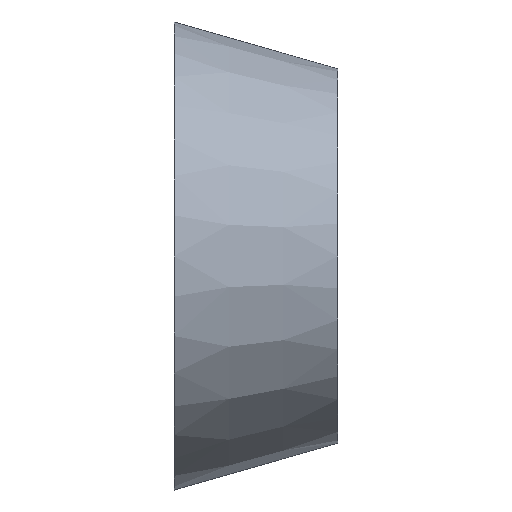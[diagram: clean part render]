
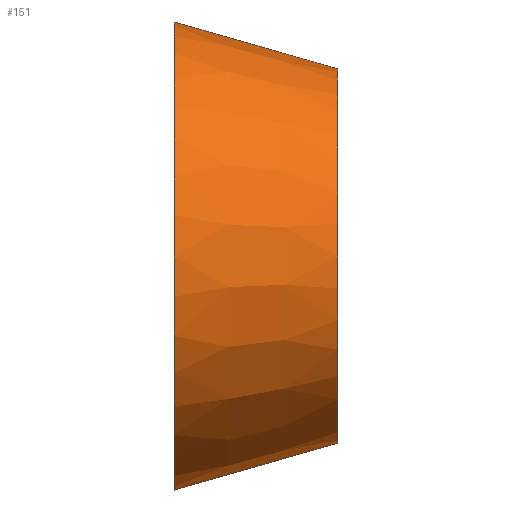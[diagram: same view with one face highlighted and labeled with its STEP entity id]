
A CAD part, front view. The second image highlights one B-rep face of the part: STEP entity #151.
In plain terms, the highlighted conical face has half-angle 15.945 degrees and reference radius 8 mm.
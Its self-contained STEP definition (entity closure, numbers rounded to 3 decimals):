
#1 = DIRECTION ( 'NONE',  ( 0., 0., -1. ) ) ;
#4 = VERTEX_POINT ( 'NONE', #43 ) ;
#7 = ORIENTED_EDGE ( 'NONE', *, *, #35, .F. ) ;
#10 = AXIS2_PLACEMENT_3D ( 'NONE', #241, #204, #46 ) ;
#12 = DIRECTION ( 'NONE',  ( 1., 0., 0. ) ) ;
#28 = CARTESIAN_POINT ( 'NONE',  ( 0., 0., 10. ) ) ;
#32 = CARTESIAN_POINT ( 'NONE',  ( 0., 0., 0. ) ) ;
#35 = EDGE_CURVE ( 'NONE', #4, #41, #51, .T. ) ;
#41 = VERTEX_POINT ( 'NONE', #143 ) ;
#42 = DIRECTION ( 'NONE',  ( 0., 0., -1. ) ) ;
#43 = CARTESIAN_POINT ( 'NONE',  ( 7., 0., 8. ) ) ;
#44 = FACE_OUTER_BOUND ( 'NONE', #216, .T. ) ;
#46 = DIRECTION ( 'NONE',  ( 0., 0., 1. ) ) ;
#51 = CIRCLE ( 'NONE', #71, 8. ) ;
#55 = CONICAL_SURFACE ( 'NONE', #10, 8., 0.278 ) ;
#58 = ORIENTED_EDGE ( 'NONE', *, *, #219, .T. ) ;
#62 = LINE ( 'NONE', #142, #102 ) ;
#70 = DIRECTION ( 'NONE',  ( -0.962, 0., 0.275 ) ) ;
#71 = AXIS2_PLACEMENT_3D ( 'NONE', #185, #12, #42 ) ;
#80 = DIRECTION ( 'NONE',  ( -0.962, 0., -0.275 ) ) ;
#86 = LINE ( 'NONE', #169, #202 ) ;
#102 = VECTOR ( 'NONE', #80, 1000. ) ;
#117 = ORIENTED_EDGE ( 'NONE', *, *, #213, .F. ) ;
#135 = CIRCLE ( 'NONE', #248, 10. ) ;
#142 = CARTESIAN_POINT ( 'NONE',  ( 7., 0., -8. ) ) ;
#143 = CARTESIAN_POINT ( 'NONE',  ( 7., 0., -8. ) ) ;
#151 = ADVANCED_FACE ( 'NONE', ( #44 ), #55, .T. ) ;
#157 = VERTEX_POINT ( 'NONE', #242 ) ;
#158 = VERTEX_POINT ( 'NONE', #28 ) ;
#169 = CARTESIAN_POINT ( 'NONE',  ( 7., 0., 8. ) ) ;
#170 = DIRECTION ( 'NONE',  ( 1., 0., 0. ) ) ;
#176 = ORIENTED_EDGE ( 'NONE', *, *, #223, .T. ) ;
#185 = CARTESIAN_POINT ( 'NONE',  ( 7., 0., 0. ) ) ;
#202 = VECTOR ( 'NONE', #70, 1000. ) ;
#204 = DIRECTION ( 'NONE',  ( -1., 0., 0. ) ) ;
#213 = EDGE_CURVE ( 'NONE', #41, #157, #62, .T. ) ;
#216 = EDGE_LOOP ( 'NONE', ( #117, #7, #58, #176 ) ) ;
#219 = EDGE_CURVE ( 'NONE', #4, #158, #86, .T. ) ;
#223 = EDGE_CURVE ( 'NONE', #158, #157, #135, .T. ) ;
#241 = CARTESIAN_POINT ( 'NONE',  ( 7., 0., 0. ) ) ;
#242 = CARTESIAN_POINT ( 'NONE',  ( 0., 0., -10. ) ) ;
#248 = AXIS2_PLACEMENT_3D ( 'NONE', #32, #170, #1 ) ;
